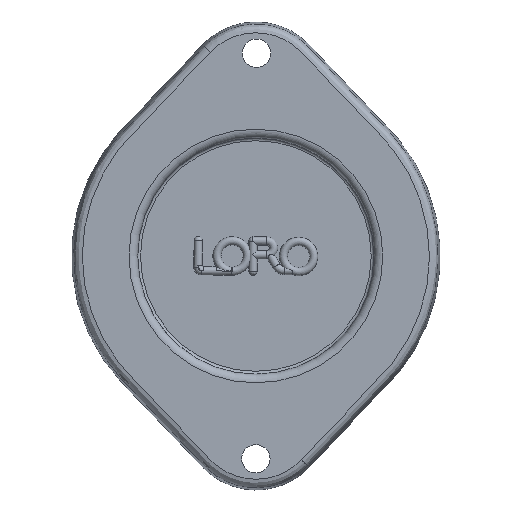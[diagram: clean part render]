
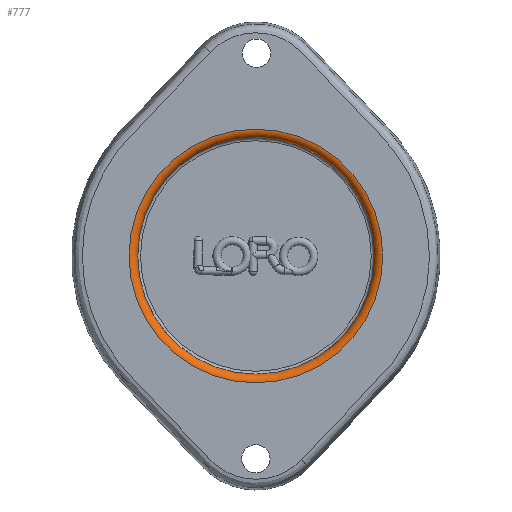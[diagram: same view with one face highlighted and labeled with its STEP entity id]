
A CAD part, front view. The second image highlights one B-rep face of the part: STEP entity #777.
In plain terms, the highlighted toroidal (fillet/blend) face has major radius 447.226 mm and minor radius 30 mm.
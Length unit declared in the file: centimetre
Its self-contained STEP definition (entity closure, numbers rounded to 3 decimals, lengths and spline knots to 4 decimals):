
#34=TOROIDAL_SURFACE('',#857,44.7226,3.);
#149=FACE_OUTER_BOUND('',#200,.T.);
#200=EDGE_LOOP('',(#617,#618,#619,#620,#621));
#264=CIRCLE('',#855,41.7682);
#265=CIRCLE('',#856,41.7682);
#266=CIRCLE('',#858,44.7226);
#267=CIRCLE('',#859,3.);
#372=VERTEX_POINT('',#16017);
#373=VERTEX_POINT('',#16019);
#374=VERTEX_POINT('',#16023);
#464=EDGE_CURVE('',#373,#372,#264,.T.);
#465=EDGE_CURVE('',#372,#373,#265,.T.);
#466=EDGE_CURVE('',#374,#374,#266,.T.);
#467=EDGE_CURVE('',#374,#373,#267,.T.);
#617=ORIENTED_EDGE('',*,*,#466,.F.);
#618=ORIENTED_EDGE('',*,*,#467,.T.);
#619=ORIENTED_EDGE('',*,*,#464,.T.);
#620=ORIENTED_EDGE('',*,*,#465,.T.);
#621=ORIENTED_EDGE('',*,*,#467,.F.);
#777=ADVANCED_FACE('',(#149),#34,.T.);
#855=AXIS2_PLACEMENT_3D('',#16020,#1031,#1032);
#856=AXIS2_PLACEMENT_3D('',#16021,#1033,#1034);
#857=AXIS2_PLACEMENT_3D('',#16022,#1035,#1036);
#858=AXIS2_PLACEMENT_3D('',#16024,#1037,#1038);
#859=AXIS2_PLACEMENT_3D('',#16025,#1039,#1040);
#1031=DIRECTION('center_axis',(0.,1.,0.));
#1032=DIRECTION('ref_axis',(0.,0.,-1.));
#1033=DIRECTION('center_axis',(0.,1.,0.));
#1034=DIRECTION('ref_axis',(0.,0.,-1.));
#1035=DIRECTION('center_axis',(0.,1.,0.));
#1036=DIRECTION('ref_axis',(1.,0.,0.));
#1037=DIRECTION('center_axis',(0.,1.,0.));
#1038=DIRECTION('ref_axis',(0.,0.,-1.));
#1039=DIRECTION('center_axis',(0.,0.,
1.));
#1040=DIRECTION('ref_axis',(-1.,0.,0.));
#16017=CARTESIAN_POINT('',(0.,2.4791,34.7318));
#16019=CARTESIAN_POINT('',(-41.7682,2.4791,76.5));
#16020=CARTESIAN_POINT('Origin',(0.,2.4791,76.5));
#16021=CARTESIAN_POINT('Origin',(0.,2.4791,76.5));
#16022=CARTESIAN_POINT('Origin',(0.,3.,76.5));
#16023=CARTESIAN_POINT('',(-44.7226,0.,76.5));
#16024=CARTESIAN_POINT('Origin',(0.,0.,76.5));
#16025=CARTESIAN_POINT('Origin',(-44.7226,3.,76.5));
